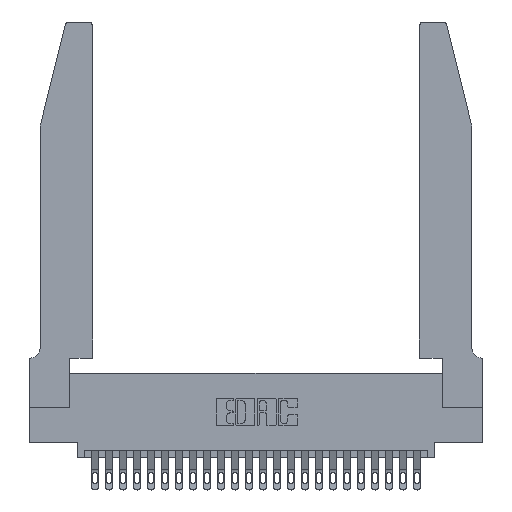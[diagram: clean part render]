
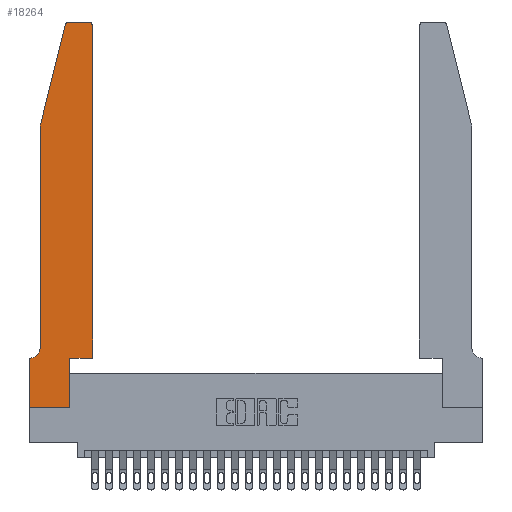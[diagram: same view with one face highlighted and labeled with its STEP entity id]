
A CAD part, top view. The second image highlights one B-rep face of the part: STEP entity #18264.
In plain terms, the highlighted planar face has unit normal (0, 0, 1).
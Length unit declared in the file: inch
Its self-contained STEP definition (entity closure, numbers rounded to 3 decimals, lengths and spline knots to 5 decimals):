
#201 = VERTEX_POINT ( 'NONE', #7871 ) ;
#225 = ORIENTED_EDGE ( 'NONE', *, *, #1500, .T. ) ;
#440 = VERTEX_POINT ( 'NONE', #19740 ) ;
#938 = LINE ( 'NONE', #19735, #17073 ) ;
#1339 = ORIENTED_EDGE ( 'NONE', *, *, #7029, .T. ) ;
#1343 = EDGE_CURVE ( 'NONE', #6937, #25342, #14777, .T. ) ;
#1370 = EDGE_CURVE ( 'NONE', #19861, #201, #3577, .T. ) ;
#1500 = EDGE_CURVE ( 'NONE', #5201, #10052, #16936, .T. ) ;
#1680 = LINE ( 'NONE', #17887, #6839 ) ;
#1925 = ORIENTED_EDGE ( 'NONE', *, *, #20722, .T. ) ;
#2201 = CIRCLE ( 'NONE', #4053, 0.07 ) ;
#2589 = LINE ( 'NONE', #4221, #11980 ) ;
#3394 = CARTESIAN_POINT ( 'NONE',  ( 0.284, 2.72, 0.37 ) ) ;
#3577 = LINE ( 'NONE', #16007, #19375 ) ;
#3596 = VECTOR ( 'NONE', #24479, 39.37008 ) ;
#3874 = CIRCLE ( 'NONE', #8272, 0.03 ) ;
#4053 = AXIS2_PLACEMENT_3D ( 'NONE', #8922, #22852, #11037 ) ;
#4189 = CARTESIAN_POINT ( 'NONE',  ( 0.4505, 0.35, 0.37 ) ) ;
#4221 = CARTESIAN_POINT ( 'NONE',  ( 0.2865, 0.35, 0.37 ) ) ;
#4454 = DIRECTION ( 'NONE',  ( 1., 0., 0. ) ) ;
#4763 = AXIS2_PLACEMENT_3D ( 'NONE', #16820, #16904, #4454 ) ;
#5201 = VERTEX_POINT ( 'NONE', #22181 ) ;
#5601 = DIRECTION ( 'NONE',  ( 1., 0., 0. ) ) ;
#5764 = CARTESIAN_POINT ( 'NONE',  ( 0., 0., 0.37 ) ) ;
#6650 = CARTESIAN_POINT ( 'NONE',  ( 0., 0., 0.37 ) ) ;
#6839 = VECTOR ( 'NONE', #25666, 39.37008 ) ;
#6858 = ORIENTED_EDGE ( 'NONE', *, *, #7790, .T. ) ;
#6937 = VERTEX_POINT ( 'NONE', #5764 ) ;
#7029 = EDGE_CURVE ( 'NONE', #25342, #7218, #2589, .T. ) ;
#7218 = VERTEX_POINT ( 'NONE', #9234 ) ;
#7688 = EDGE_CURVE ( 'NONE', #26024, #440, #15415, .T. ) ;
#7790 = EDGE_CURVE ( 'NONE', #12741, #5201, #2201, .T. ) ;
#7871 = CARTESIAN_POINT ( 'NONE',  ( 0.284, 2.75, 0.37 ) ) ;
#8272 = AXIS2_PLACEMENT_3D ( 'NONE', #10750, #24535, #12799 ) ;
#8876 = EDGE_CURVE ( 'NONE', #440, #19861, #3874, .T. ) ;
#8922 = CARTESIAN_POINT ( 'NONE',  ( 0.0055, 0.42, 0.37 ) ) ;
#9234 = CARTESIAN_POINT ( 'NONE',  ( 0.2865, 0.35, 0.37 ) ) ;
#9326 = ORIENTED_EDGE ( 'NONE', *, *, #1343, .T. ) ;
#9893 = LINE ( 'NONE', #17804, #19881 ) ;
#10052 = VERTEX_POINT ( 'NONE', #18479 ) ;
#10750 = CARTESIAN_POINT ( 'NONE',  ( 0.4205, 2.72, 0.37 ) ) ;
#10835 = EDGE_CURVE ( 'NONE', #10052, #6937, #24906, .T. ) ;
#10856 = EDGE_LOOP ( 'NONE', ( #20401, #1925, #22927, #12198, #6858, #225, #22363, #9326, #1339, #19105, #24844, #25824 ) ) ;
#10866 = VERTEX_POINT ( 'NONE', #10931 ) ;
#10931 = CARTESIAN_POINT ( 'NONE',  ( 0.25487, 2.72718, 0.37 ) ) ;
#10968 = VECTOR ( 'NONE', #24753, 39.37008 ) ;
#11037 = DIRECTION ( 'NONE',  ( -1., 0., 0. ) ) ;
#11201 = CARTESIAN_POINT ( 'NONE',  ( 0.0755, 0.42, 0.37 ) ) ;
#11980 = VECTOR ( 'NONE', #26348, 39.37008 ) ;
#12198 = ORIENTED_EDGE ( 'NONE', *, *, #24722, .T. ) ;
#12741 = VERTEX_POINT ( 'NONE', #11201 ) ;
#12799 = DIRECTION ( 'NONE',  ( 1., 0., 0. ) ) ;
#14237 = CARTESIAN_POINT ( 'NONE',  ( 0.2865, 0., 0.37 ) ) ;
#14777 = LINE ( 'NONE', #15946, #24532 ) ;
#15142 = AXIS2_PLACEMENT_3D ( 'NONE', #3394, #17938, #5601 ) ;
#15415 = LINE ( 'NONE', #4189, #3596 ) ;
#15689 = EDGE_CURVE ( 'NONE', #10866, #15856, #1680, .T. ) ;
#15750 = FACE_OUTER_BOUND ( 'NONE', #10856, .T. ) ;
#15856 = VERTEX_POINT ( 'NONE', #24224 ) ;
#15946 = CARTESIAN_POINT ( 'NONE',  ( 0., 0., 0.37 ) ) ;
#15997 = DIRECTION ( 'NONE',  ( 1., 0., 0. ) ) ;
#16007 = CARTESIAN_POINT ( 'NONE',  ( 0.2605, 2.75, 0.37 ) ) ;
#16820 = CARTESIAN_POINT ( 'NONE',  ( 0., 0.35, 0.37 ) ) ;
#16900 = DIRECTION ( 'NONE',  ( 0., -1., 0. ) ) ;
#16904 = DIRECTION ( 'NONE',  ( 0., 0., 1. ) ) ;
#16936 = LINE ( 'NONE', #20104, #10968 ) ;
#17073 = VECTOR ( 'NONE', #23559, 39.37008 ) ;
#17804 = CARTESIAN_POINT ( 'NONE',  ( 0.0755, 2., 0.37 ) ) ;
#17887 = CARTESIAN_POINT ( 'NONE',  ( 0.0755, 2., 0.37 ) ) ;
#17938 = DIRECTION ( 'NONE',  ( 0., 0., 1. ) ) ;
#18264 = ADVANCED_FACE ( 'NONE', ( #15750 ), #24625, .T. ) ;
#18479 = CARTESIAN_POINT ( 'NONE',  ( 0., 0.35, 0.37 ) ) ;
#19105 = ORIENTED_EDGE ( 'NONE', *, *, #25950, .T. ) ;
#19375 = VECTOR ( 'NONE', #19969, 39.37008 ) ;
#19733 = DIRECTION ( 'NONE',  ( 0., -1., 0. ) ) ;
#19735 = CARTESIAN_POINT ( 'NONE',  ( 0.4505, 0.35, 0.37 ) ) ;
#19740 = CARTESIAN_POINT ( 'NONE',  ( 0.4505, 2.72, 0.37 ) ) ;
#19861 = VERTEX_POINT ( 'NONE', #23803 ) ;
#19881 = VECTOR ( 'NONE', #19733, 39.37008 ) ;
#19969 = DIRECTION ( 'NONE',  ( -1., 0., 0. ) ) ;
#19987 = CARTESIAN_POINT ( 'NONE',  ( 0.4505, 0.35, 0.37 ) ) ;
#20104 = CARTESIAN_POINT ( 'NONE',  ( 0.0755, 0.35, 0.37 ) ) ;
#20366 = VECTOR ( 'NONE', #16900, 39.37008 ) ;
#20401 = ORIENTED_EDGE ( 'NONE', *, *, #1370, .T. ) ;
#20722 = EDGE_CURVE ( 'NONE', #201, #10866, #25650, .T. ) ;
#22181 = CARTESIAN_POINT ( 'NONE',  ( 0.0055, 0.35, 0.37 ) ) ;
#22363 = ORIENTED_EDGE ( 'NONE', *, *, #10835, .T. ) ;
#22852 = DIRECTION ( 'NONE',  ( 0., 0., -1. ) ) ;
#22927 = ORIENTED_EDGE ( 'NONE', *, *, #15689, .T. ) ;
#23559 = DIRECTION ( 'NONE',  ( 1., 0., 0. ) ) ;
#23803 = CARTESIAN_POINT ( 'NONE',  ( 0.4205, 2.75, 0.37 ) ) ;
#24224 = CARTESIAN_POINT ( 'NONE',  ( 0.0755, 2., 0.37 ) ) ;
#24479 = DIRECTION ( 'NONE',  ( 0., 1., 0. ) ) ;
#24532 = VECTOR ( 'NONE', #15997, 39.37008 ) ;
#24535 = DIRECTION ( 'NONE',  ( 0., 0., 1. ) ) ;
#24625 = PLANE ( 'NONE',  #4763 ) ;
#24722 = EDGE_CURVE ( 'NONE', #15856, #12741, #9893, .T. ) ;
#24753 = DIRECTION ( 'NONE',  ( -1., 0., 0. ) ) ;
#24844 = ORIENTED_EDGE ( 'NONE', *, *, #7688, .T. ) ;
#24906 = LINE ( 'NONE', #6650, #20366 ) ;
#25342 = VERTEX_POINT ( 'NONE', #14237 ) ;
#25650 = CIRCLE ( 'NONE', #15142, 0.03 ) ;
#25666 = DIRECTION ( 'NONE',  ( -0.239, -0.971, 0. ) ) ;
#25824 = ORIENTED_EDGE ( 'NONE', *, *, #8876, .T. ) ;
#25950 = EDGE_CURVE ( 'NONE', #7218, #26024, #938, .T. ) ;
#26024 = VERTEX_POINT ( 'NONE', #19987 ) ;
#26348 = DIRECTION ( 'NONE',  ( 0., 1., 0. ) ) ;
